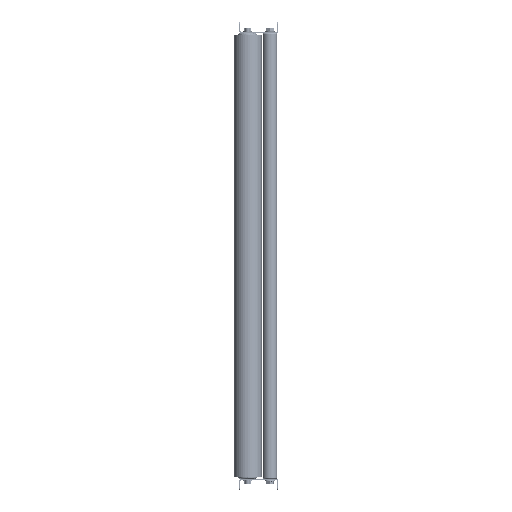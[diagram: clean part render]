
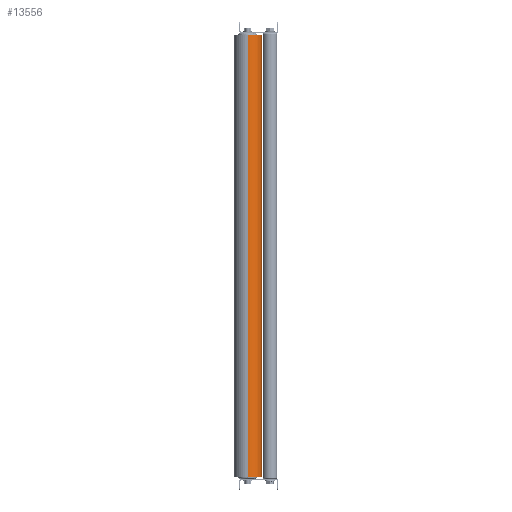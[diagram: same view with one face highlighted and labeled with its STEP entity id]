
A CAD part, left-side view. The second image highlights one B-rep face of the part: STEP entity #13556.
In plain terms, the highlighted cylindrical face has radius 25 mm (diameter 50 mm), a partial arc.
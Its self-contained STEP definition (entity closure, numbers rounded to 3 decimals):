
#2753 = CARTESIAN_POINT ( 'NONE',  ( 792.6, 0., 0. ) ) ;
#3960 = LINE ( 'NONE', #39803, #46691 ) ;
#4554 = EDGE_CURVE ( 'NONE', #24151, #17952, #3960, .T. ) ;
#7001 = DIRECTION ( 'NONE',  ( -1., 0., 0. ) ) ;
#7645 = ORIENTED_EDGE ( 'NONE', *, *, #43493, .T. ) ;
#10114 = ORIENTED_EDGE ( 'NONE', *, *, #4554, .F. ) ;
#10950 = LINE ( 'NONE', #42853, #21224 ) ;
#11332 = ORIENTED_EDGE ( 'NONE', *, *, #36088, .T. ) ;
#13556 = ADVANCED_FACE ( 'Fl�che1', ( #43417 ), #19363, .T. ) ;
#14774 = DIRECTION ( 'NONE',  ( 1., 0., 0. ) ) ;
#15385 = CARTESIAN_POINT ( 'NONE',  ( 792.6, 0., -25. ) ) ;
#15945 = CARTESIAN_POINT ( 'NONE',  ( 792.6, 0., 0. ) ) ;
#16486 = DIRECTION ( 'NONE',  ( 0., 0., -1. ) ) ;
#17952 = VERTEX_POINT ( 'NONE', #20171 ) ;
#18960 = DIRECTION ( 'NONE',  ( 0., 0., -1. ) ) ;
#19363 = CYLINDRICAL_SURFACE ( 'NONE', #35951, 25. ) ;
#20171 = CARTESIAN_POINT ( 'NONE',  ( 0., 0., -25. ) ) ;
#20433 = DIRECTION ( 'NONE',  ( 1., 0., 0. ) ) ;
#21224 = VECTOR ( 'NONE', #7001, 1000. ) ;
#22472 = CARTESIAN_POINT ( 'NONE',  ( 792.6, 0., 25. ) ) ;
#22899 = VERTEX_POINT ( 'NONE', #22472 ) ;
#24151 = VERTEX_POINT ( 'NONE', #15385 ) ;
#24535 = CARTESIAN_POINT ( 'NONE',  ( 0., 0., 25. ) ) ;
#28078 = EDGE_CURVE ( 'NONE', #22899, #24151, #34304, .T. ) ;
#33097 = AXIS2_PLACEMENT_3D ( 'NONE', #35880, #20433, #16486 ) ;
#34304 = CIRCLE ( 'NONE', #41011, 25. ) ;
#35284 = ORIENTED_EDGE ( 'NONE', *, *, #28078, .F. ) ;
#35880 = CARTESIAN_POINT ( 'NONE',  ( 0., 0., 0. ) ) ;
#35951 = AXIS2_PLACEMENT_3D ( 'NONE', #15945, #43938, #40019 ) ;
#36088 = EDGE_CURVE ( 'NONE', #39550, #17952, #45615, .T. ) ;
#39550 = VERTEX_POINT ( 'NONE', #24535 ) ;
#39803 = CARTESIAN_POINT ( 'NONE',  ( 792.6, 0., -25. ) ) ;
#40019 = DIRECTION ( 'NONE',  ( 0., 0., 1. ) ) ;
#41011 = AXIS2_PLACEMENT_3D ( 'NONE', #2753, #14774, #18960 ) ;
#42853 = CARTESIAN_POINT ( 'NONE',  ( 792.6, 0., 25. ) ) ;
#43417 = FACE_OUTER_BOUND ( 'NONE', #50693, .T. ) ;
#43493 = EDGE_CURVE ( 'NONE', #22899, #39550, #10950, .T. ) ;
#43938 = DIRECTION ( 'NONE',  ( -1., 0., 0. ) ) ;
#45615 = CIRCLE ( 'NONE', #33097, 25. ) ;
#46691 = VECTOR ( 'NONE', #48202, 1000. ) ;
#48202 = DIRECTION ( 'NONE',  ( -1., 0., 0. ) ) ;
#50693 = EDGE_LOOP ( 'NONE', ( #10114, #35284, #7645, #11332 ) ) ;
